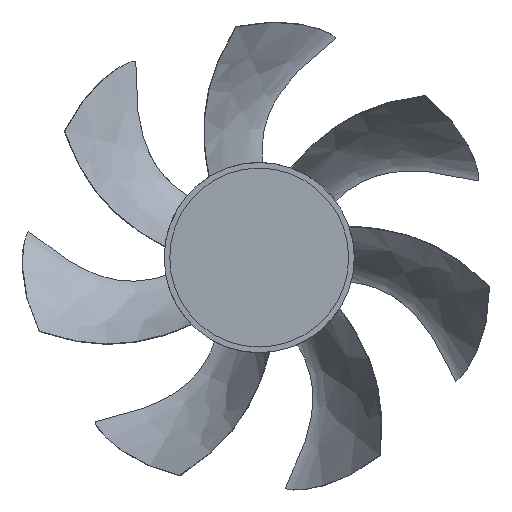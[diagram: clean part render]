
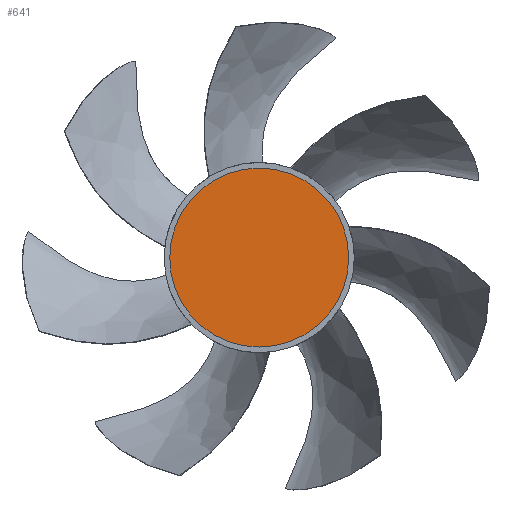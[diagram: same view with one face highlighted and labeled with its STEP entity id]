
A CAD part, front view. The second image highlights one B-rep face of the part: STEP entity #641.
In plain terms, the highlighted planar face has unit normal (0, -1, 0).
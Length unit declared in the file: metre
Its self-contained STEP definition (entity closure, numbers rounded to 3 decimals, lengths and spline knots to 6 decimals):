
#161=ORIENTED_EDGE('',*,*,#351,.T.);
#351=EDGE_CURVE('',#446,#446,#506,.T.);
#446=VERTEX_POINT('',#803);
#506=CIRCLE('',#702,0.016);
#517=EDGE_LOOP('',(#161));
#574=FACE_BOUND('',#517,.T.);
#631=PLANE('',#701);
#641=ADVANCED_FACE('',(#574),#631,.F.);
#701=AXIS2_PLACEMENT_3D('',#801,#726,#727);
#702=AXIS2_PLACEMENT_3D('',#802,#728,#729);
#726=DIRECTION('',(0.,1.,0.));
#727=DIRECTION('',(-1.,0.,0.));
#728=DIRECTION('',(0.,-1.,0.));
#729=DIRECTION('',(-1.,0.,0.));
#801=CARTESIAN_POINT('',(0.,0.022,0.));
#802=CARTESIAN_POINT('',(0.,0.022,0.));
#803=CARTESIAN_POINT('',(-0.016,0.022,0.));
